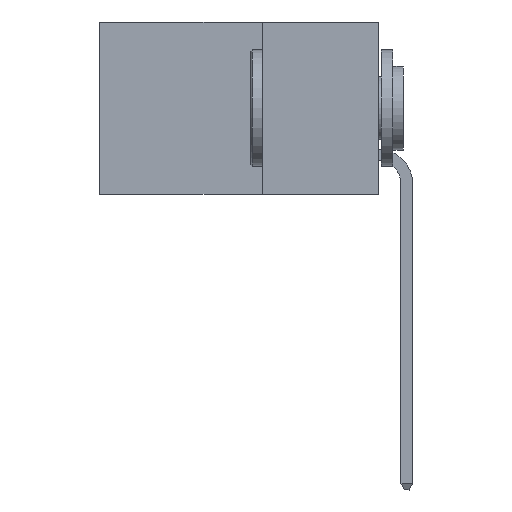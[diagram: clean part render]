
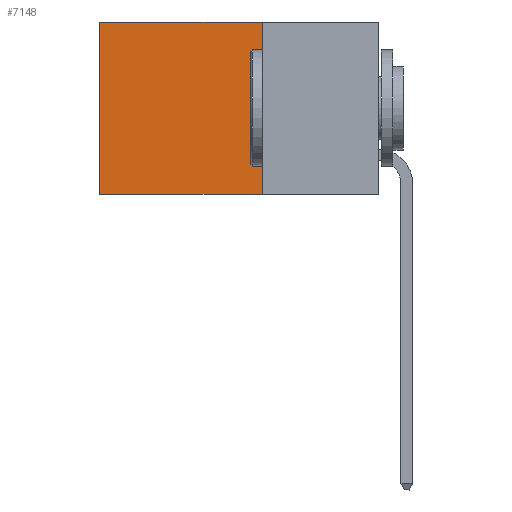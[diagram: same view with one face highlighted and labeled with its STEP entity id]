
A CAD part, left-side view. The second image highlights one B-rep face of the part: STEP entity #7148.
In plain terms, the highlighted planar face has unit normal (-1, 0, 0).
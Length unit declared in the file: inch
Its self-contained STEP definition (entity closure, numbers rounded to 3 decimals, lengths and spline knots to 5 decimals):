
#180 = VERTEX_POINT ( 'NONE', #3400 ) ;
#414 = DIRECTION ( 'NONE',  ( 1., 0., 0. ) ) ;
#1402 = AXIS2_PLACEMENT_3D ( 'NONE', #7874, #414, #6340 ) ;
#1475 = VECTOR ( 'NONE', #5290, 39.37008 ) ;
#1797 = FACE_OUTER_BOUND ( 'NONE', #8581, .T. ) ;
#1979 = ORIENTED_EDGE ( 'NONE', *, *, #3210, .T. ) ;
#2429 = ORIENTED_EDGE ( 'NONE', *, *, #5574, .F. ) ;
#2551 = VECTOR ( 'NONE', #8117, 39.37008 ) ;
#2626 = EDGE_CURVE ( 'NONE', #2973, #5633, #4079, .T. ) ;
#2664 = VERTEX_POINT ( 'NONE', #7101 ) ;
#2715 = VECTOR ( 'NONE', #5890, 39.37008 ) ;
#2973 = VERTEX_POINT ( 'NONE', #8256 ) ;
#2974 = LINE ( 'NONE', #9933, #2715 ) ;
#3039 = ORIENTED_EDGE ( 'NONE', *, *, #2626, .F. ) ;
#3189 = ORIENTED_EDGE ( 'NONE', *, *, #3454, .T. ) ;
#3210 = EDGE_CURVE ( 'NONE', #2664, #180, #2974, .T. ) ;
#3299 = CARTESIAN_POINT ( 'NONE',  ( 0.298, 0.25, -0.37 ) ) ;
#3400 = CARTESIAN_POINT ( 'NONE',  ( 0.298, 0.6, -0.37 ) ) ;
#3454 = EDGE_CURVE ( 'NONE', #2973, #2664, #10250, .T. ) ;
#4079 = LINE ( 'NONE', #8254, #1475 ) ;
#4808 = CARTESIAN_POINT ( 'NONE',  ( 0.298, 0.25, -0.37 ) ) ;
#5112 = CARTESIAN_POINT ( 'NONE',  ( 0.298, 0.25, 0. ) ) ;
#5290 = DIRECTION ( 'NONE',  ( 0., 0., -1. ) ) ;
#5551 = PLANE ( 'NONE',  #1402 ) ;
#5574 = EDGE_CURVE ( 'NONE', #5633, #180, #7201, .T. ) ;
#5633 = VERTEX_POINT ( 'NONE', #4808 ) ;
#5844 = DIRECTION ( 'NONE',  ( 0., 1., 0. ) ) ;
#5890 = DIRECTION ( 'NONE',  ( 0., 0., -1. ) ) ;
#6340 = DIRECTION ( 'NONE',  ( 0., 0., -1. ) ) ;
#7101 = CARTESIAN_POINT ( 'NONE',  ( 0.298, 0.6, 0. ) ) ;
#7148 = ADVANCED_FACE ( 'NONE', ( #1797 ), #5551, .F. ) ;
#7201 = LINE ( 'NONE', #3299, #2551 ) ;
#7874 = CARTESIAN_POINT ( 'NONE',  ( 0.298, 0.25, 0. ) ) ;
#8117 = DIRECTION ( 'NONE',  ( 0., 1., 0. ) ) ;
#8254 = CARTESIAN_POINT ( 'NONE',  ( 0.298, 0.25, 0. ) ) ;
#8256 = CARTESIAN_POINT ( 'NONE',  ( 0.298, 0.25, 0. ) ) ;
#8274 = VECTOR ( 'NONE', #5844, 39.37008 ) ;
#8581 = EDGE_LOOP ( 'NONE', ( #1979, #2429, #3039, #3189 ) ) ;
#9933 = CARTESIAN_POINT ( 'NONE',  ( 0.298, 0.6, 0. ) ) ;
#10250 = LINE ( 'NONE', #5112, #8274 ) ;
